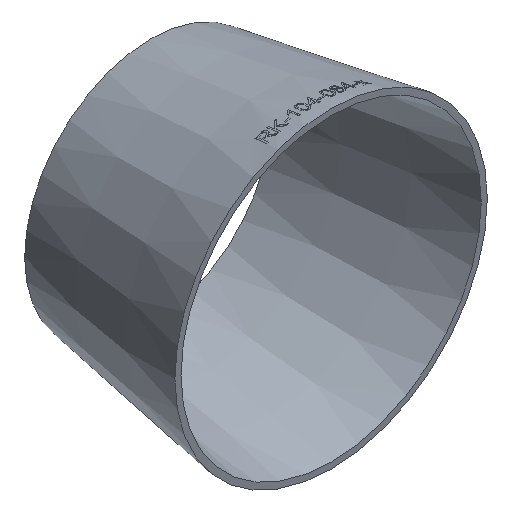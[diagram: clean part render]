
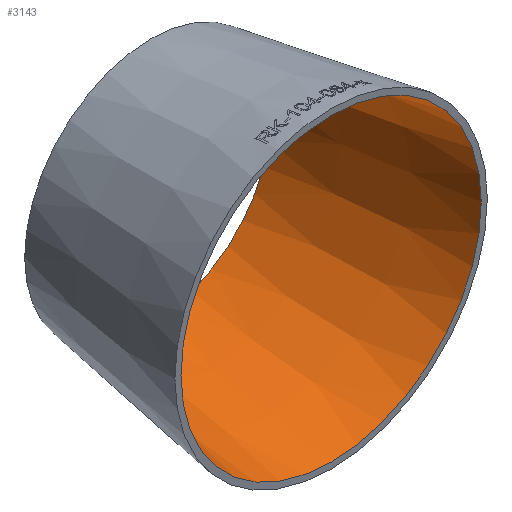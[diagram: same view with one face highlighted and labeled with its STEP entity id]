
A CAD part, isometric view. The second image highlights one B-rep face of the part: STEP entity #3143.
In plain terms, the highlighted conical face has half-angle 9.462 degrees and reference radius 49.972 mm.
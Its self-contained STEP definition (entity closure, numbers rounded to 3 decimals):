
#356 = DIRECTION ( 'NONE',  ( 0., 0., -1. ) ) ;
#2356 = DIRECTION ( 'NONE',  ( 0., -1., 0. ) ) ;
#2750 = CARTESIAN_POINT ( 'NONE',  ( 0., 60., -39.972 ) ) ;
#2814 = CARTESIAN_POINT ( 'NONE',  ( 0., 60., 0. ) ) ;
#3143 = ADVANCED_FACE ( 'NONE', ( #9749, #13494 ), #6816, .F. ) ;
#3346 = CARTESIAN_POINT ( 'NONE',  ( 0., 0., 0. ) ) ;
#5291 = CIRCLE ( 'NONE', #13287, 49.972 ) ;
#5320 = EDGE_LOOP ( 'NONE', ( #7558 ) ) ;
#5685 = EDGE_LOOP ( 'NONE', ( #16312 ) ) ;
#6816 = CONICAL_SURFACE ( 'NONE', #13203, 49.972, 0.165 ) ;
#7165 = DIRECTION ( 'NONE',  ( 0., -1., 0. ) ) ;
#7558 = ORIENTED_EDGE ( 'NONE', *, *, #15345, .F. ) ;
#7837 = VERTEX_POINT ( 'NONE', #2750 ) ;
#8840 = EDGE_CURVE ( 'NONE', #15472, #15472, #5291, .T. ) ;
#9749 = FACE_BOUND ( 'NONE', #5320, .T. ) ;
#11963 = DIRECTION ( 'NONE',  ( 0., -1., 0. ) ) ;
#12193 = AXIS2_PLACEMENT_3D ( 'NONE', #2814, #11963, #356 ) ;
#12405 = CARTESIAN_POINT ( 'NONE',  ( 0., 0., 0. ) ) ;
#13203 = AXIS2_PLACEMENT_3D ( 'NONE', #12405, #7165, #15978 ) ;
#13287 = AXIS2_PLACEMENT_3D ( 'NONE', #3346, #2356, #14748 ) ;
#13494 = FACE_OUTER_BOUND ( 'NONE', #5685, .T. ) ;
#14748 = DIRECTION ( 'NONE',  ( 0., 0., -1. ) ) ;
#15095 = CIRCLE ( 'NONE', #12193, 39.972 ) ;
#15345 = EDGE_CURVE ( 'NONE', #7837, #7837, #15095, .T. ) ;
#15472 = VERTEX_POINT ( 'NONE', #16390 ) ;
#15978 = DIRECTION ( 'NONE',  ( 0., 0., -1. ) ) ;
#16312 = ORIENTED_EDGE ( 'NONE', *, *, #8840, .T. ) ;
#16390 = CARTESIAN_POINT ( 'NONE',  ( 0., 0., -49.972 ) ) ;
